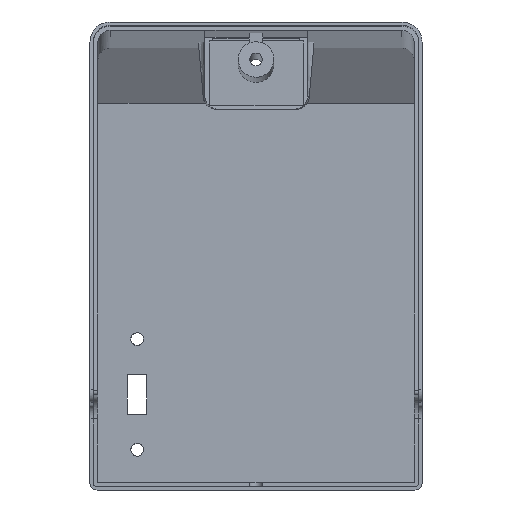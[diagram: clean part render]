
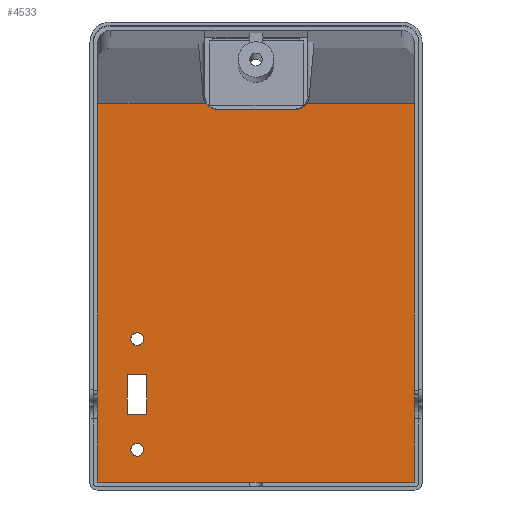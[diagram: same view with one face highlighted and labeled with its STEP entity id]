
A CAD part, front view. The second image highlights one B-rep face of the part: STEP entity #4533.
In plain terms, the highlighted planar face has unit normal (0, -1, 0).
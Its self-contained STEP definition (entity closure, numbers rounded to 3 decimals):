
#3579=CARTESIAN_POINT('',(-121.46,65.692,27.71));
#3580=VERTEX_POINT('',#3579);
#3587=CARTESIAN_POINT('',(-101.448,65.692,27.71));
#3588=VERTEX_POINT('',#3587);
#3589=CARTESIAN_POINT('',(-101.448,65.692,27.71));
#3590=DIRECTION('',(-1.,0.,0.));
#3591=VECTOR('',#3590,20.012);
#3592=LINE('',#3589,#3591);
#3593=EDGE_CURVE('',#3588,#3580,#3592,.T.);
#4413=CARTESIAN_POINT('',(-350.081,65.692,-68.535));
#4414=DIRECTION('',(0.,1.,-0.));
#4415=DIRECTION('',(0.,0.,1.));
#4416=AXIS2_PLACEMENT_3D('',#4413,#4414,#4415);
#4417=PLANE('',#4416);
#4418=CARTESIAN_POINT('',(-141.563,65.692,-28.782));
#4419=VERTEX_POINT('',#4418);
#4420=CARTESIAN_POINT('',(-141.563,65.692,-30.382));
#4421=DIRECTION('',(-0.,-1.,0.));
#4422=DIRECTION('',(0.,0.,1.));
#4423=AXIS2_PLACEMENT_3D('',#4420,#4421,#4422);
#4424=CIRCLE('',#4423,1.6);
#4425=EDGE_CURVE('',#4419,#4419,#4424,.T.);
#4426=ORIENTED_EDGE('',*,*,#4425,.F.);
#4427=EDGE_LOOP('',(#4426));
#4428=FACE_BOUND('',#4427,.T.);
#4429=CARTESIAN_POINT('',(-141.563,65.692,-56.782));
#4430=VERTEX_POINT('',#4429);
#4431=CARTESIAN_POINT('',(-141.563,65.692,-58.382));
#4432=DIRECTION('',(-0.,-1.,0.));
#4433=DIRECTION('',(0.,0.,1.));
#4434=AXIS2_PLACEMENT_3D('',#4431,#4432,#4433);
#4435=CIRCLE('',#4434,1.6);
#4436=EDGE_CURVE('',#4430,#4430,#4435,.T.);
#4437=ORIENTED_EDGE('',*,*,#4436,.F.);
#4438=EDGE_LOOP('',(#4437));
#4439=FACE_BOUND('',#4438,.T.);
#4440=CARTESIAN_POINT('',(-71.532,65.692,29.217));
#4441=VERTEX_POINT('',#4440);
#4442=CARTESIAN_POINT('',(-98.614,65.692,29.217));
#4443=VERTEX_POINT('',#4442);
#4444=CARTESIAN_POINT('',(-71.532,65.692,29.217));
#4445=DIRECTION('',(-1.,-0.,0.));
#4446=VECTOR('',#4445,27.082);
#4447=LINE('',#4444,#4446);
#4448=EDGE_CURVE('',#4441,#4443,#4447,.T.);
#4449=ORIENTED_EDGE('',*,*,#4448,.T.);
#4450=CARTESIAN_POINT('',(-101.448,65.692,31.127));
#4451=DIRECTION('',(0.,1.,-0.));
#4452=DIRECTION('',(0.,0.,1.));
#4453=AXIS2_PLACEMENT_3D('',#4450,#4451,#4452);
#4454=CIRCLE('',#4453,3.417);
#4455=EDGE_CURVE('',#4443,#3588,#4454,.T.);
#4456=ORIENTED_EDGE('',*,*,#4455,.T.);
#4457=ORIENTED_EDGE('',*,*,#3593,.T.);
#4458=CARTESIAN_POINT('',(-124.294,65.692,29.217));
#4459=VERTEX_POINT('',#4458);
#4460=CARTESIAN_POINT('',(-121.46,65.692,31.127));
#4461=DIRECTION('',(0.,1.,-0.));
#4462=DIRECTION('',(0.,0.,1.));
#4463=AXIS2_PLACEMENT_3D('',#4460,#4461,#4462);
#4464=CIRCLE('',#4463,3.417);
#4465=EDGE_CURVE('',#3580,#4459,#4464,.T.);
#4466=ORIENTED_EDGE('',*,*,#4465,.T.);
#4467=CARTESIAN_POINT('',(-151.491,65.692,29.217));
#4468=VERTEX_POINT('',#4467);
#4469=CARTESIAN_POINT('',(-124.294,65.692,29.217));
#4470=DIRECTION('',(-1.,-0.,0.));
#4471=VECTOR('',#4470,27.198);
#4472=LINE('',#4469,#4471);
#4473=EDGE_CURVE('',#4459,#4468,#4472,.T.);
#4474=ORIENTED_EDGE('',*,*,#4473,.T.);
#4475=CARTESIAN_POINT('',(-151.491,65.692,-66.535));
#4476=VERTEX_POINT('',#4475);
#4477=CARTESIAN_POINT('',(-151.491,65.692,29.217));
#4478=DIRECTION('',(-0.,-0.,-1.));
#4479=VECTOR('',#4478,95.752);
#4480=LINE('',#4477,#4479);
#4481=EDGE_CURVE('',#4468,#4476,#4480,.T.);
#4482=ORIENTED_EDGE('',*,*,#4481,.T.);
#4483=CARTESIAN_POINT('',(-71.532,65.692,-66.535));
#4484=VERTEX_POINT('',#4483);
#4485=CARTESIAN_POINT('',(-151.491,65.692,-66.535));
#4486=DIRECTION('',(1.,-0.,-0.));
#4487=VECTOR('',#4486,79.959);
#4488=LINE('',#4485,#4487);
#4489=EDGE_CURVE('',#4476,#4484,#4488,.T.);
#4490=ORIENTED_EDGE('',*,*,#4489,.T.);
#4491=CARTESIAN_POINT('',(-71.532,65.692,29.217));
#4492=DIRECTION('',(-0.,-0.,-1.));
#4493=VECTOR('',#4492,95.752);
#4494=LINE('',#4491,#4493);
#4495=EDGE_CURVE('',#4441,#4484,#4494,.T.);
#4496=ORIENTED_EDGE('',*,*,#4495,.F.);
#4497=EDGE_LOOP('',(#4449,#4456,#4457,#4466,#4474,#4482,#4490,#4496));
#4498=FACE_BOUND('',#4497,.T.);
#4499=CARTESIAN_POINT('',(-144.063,65.692,-39.382));
#4500=VERTEX_POINT('',#4499);
#4501=CARTESIAN_POINT('',(-139.063,65.692,-39.382));
#4502=VERTEX_POINT('',#4501);
#4503=CARTESIAN_POINT('',(-144.063,65.692,-39.382));
#4504=DIRECTION('',(1.,0.,0.));
#4505=VECTOR('',#4504,5.);
#4506=LINE('',#4503,#4505);
#4507=EDGE_CURVE('',#4500,#4502,#4506,.T.);
#4508=ORIENTED_EDGE('',*,*,#4507,.T.);
#4509=CARTESIAN_POINT('',(-139.063,65.692,-49.382));
#4510=VERTEX_POINT('',#4509);
#4511=CARTESIAN_POINT('',(-139.063,65.692,-39.382));
#4512=DIRECTION('',(-0.,-0.,-1.));
#4513=VECTOR('',#4512,10.);
#4514=LINE('',#4511,#4513);
#4515=EDGE_CURVE('',#4502,#4510,#4514,.T.);
#4516=ORIENTED_EDGE('',*,*,#4515,.T.);
#4517=CARTESIAN_POINT('',(-144.063,65.692,-49.382));
#4518=VERTEX_POINT('',#4517);
#4519=CARTESIAN_POINT('',(-139.063,65.692,-49.382));
#4520=DIRECTION('',(-1.,-0.,-0.));
#4521=VECTOR('',#4520,5.);
#4522=LINE('',#4519,#4521);
#4523=EDGE_CURVE('',#4510,#4518,#4522,.T.);
#4524=ORIENTED_EDGE('',*,*,#4523,.T.);
#4525=CARTESIAN_POINT('',(-144.063,65.692,-49.382));
#4526=DIRECTION('',(-0.,0.,1.));
#4527=VECTOR('',#4526,10.);
#4528=LINE('',#4525,#4527);
#4529=EDGE_CURVE('',#4518,#4500,#4528,.T.);
#4530=ORIENTED_EDGE('',*,*,#4529,.T.);
#4531=EDGE_LOOP('',(#4508,#4516,#4524,#4530));
#4532=FACE_BOUND('',#4531,.T.);
#4533=ADVANCED_FACE('',(#4428,#4439,#4498,#4532),#4417,.F.);
